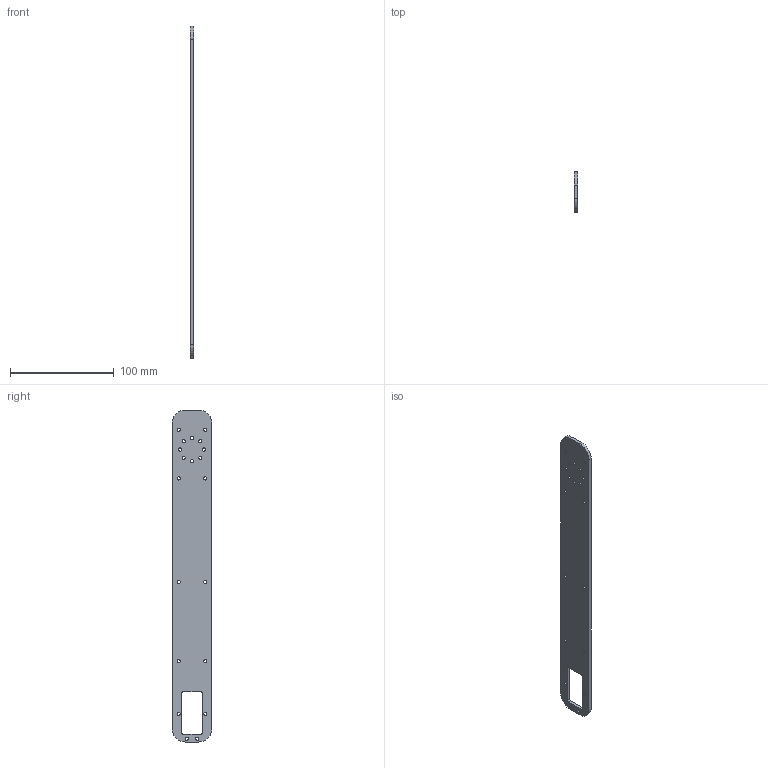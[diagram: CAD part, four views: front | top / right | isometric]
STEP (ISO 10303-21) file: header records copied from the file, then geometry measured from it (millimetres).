
FILE_DESCRIPTION(/* description */ (''),/* implementation_level */ '2;1');
FILE_NAME(/* name */ 'armleft 1.stp',/* time_stamp */ '2024-08-01T16:01:10-04:00',/* author */ ('Preston'),/* organization */ (''),/* preprocessor_version */ 'ST-DEVELOPER v19.2',/* originating_system */ 'Autodesk Inventor 2024',/* authorisation */ '');
FILE_SCHEMA (('AUTOMOTIVE_DESIGN { 1 0 10303 214 3 1 1 }'));
Length unit declared in the file: inch
Products named in the file (1): armleft 1
Bounding box: 3.17 x 38.1 x 319.94 mm (x, y, z)
Volume: 35156.6 mm3; surface area: 25339.5 mm2
Topology: 1 solids, 1 shells, 38 faces, 172 edges, 178 vertices
Faces by surface type: cylinder 28, plane 10
Full cylindrical faces by diameter (mm): 3.048 x20
Entity records: 1704 total; most frequent: CARTESIAN_POINT 333, DIRECTION 302, ORIENTED_EDGE 216, AXIS2_PLACEMENT_3D 125, EDGE_CURVE 108, CIRCLE 86, EDGE_LOOP 80, VERTEX_POINT 72
